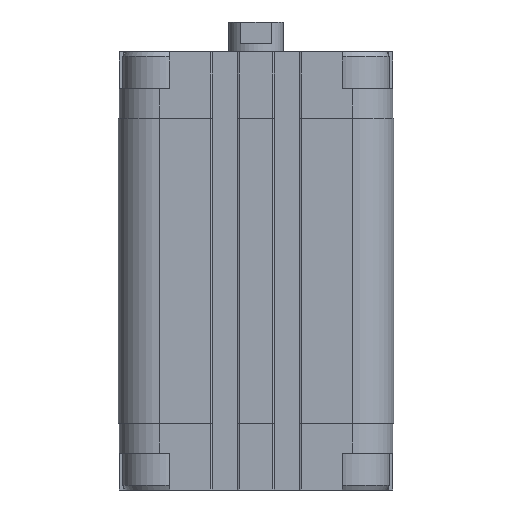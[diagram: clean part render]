
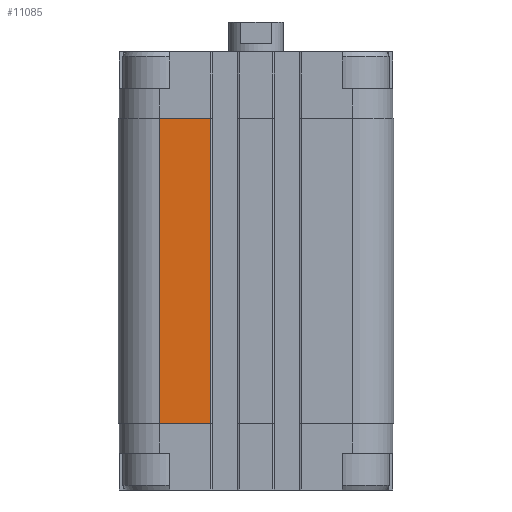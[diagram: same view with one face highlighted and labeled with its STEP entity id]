
A CAD part, front view. The second image highlights one B-rep face of the part: STEP entity #11085.
In plain terms, the highlighted face is planar.
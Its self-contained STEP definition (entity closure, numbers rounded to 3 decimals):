
#217=LINE('',#16820,#1253);
#538=LINE('',#17671,#1574);
#563=LINE('',#17761,#1599);
#564=LINE('',#17763,#1600);
#1253=VECTOR('',#13099,1000.);
#1574=VECTOR('',#13904,1000.);
#1599=VECTOR('',#14041,1000.);
#1600=VECTOR('',#14044,1000.);
#2238=PLANE('',#11997);
#4258=ORIENTED_EDGE('',*,*,#7007,.F.);
#4259=ORIENTED_EDGE('',*,*,#7051,.F.);
#4260=ORIENTED_EDGE('',*,*,#6574,.T.);
#4261=ORIENTED_EDGE('',*,*,#7052,.T.);
#6574=EDGE_CURVE('',#8184,#8183,#217,.T.);
#7007=EDGE_CURVE('',#8471,#8472,#538,.T.);
#7051=EDGE_CURVE('',#8184,#8471,#563,.T.);
#7052=EDGE_CURVE('',#8183,#8472,#564,.T.);
#8183=VERTEX_POINT('',#16819);
#8184=VERTEX_POINT('',#16821);
#8471=VERTEX_POINT('',#17670);
#8472=VERTEX_POINT('',#17672);
#9566=EDGE_LOOP('',(#4258,#4259,#4260,#4261));
#10316=FACE_BOUND('',#9566,.T.);
#11085=ADVANCED_FACE('',(#10316),#2238,.T.);
#11997=AXIS2_PLACEMENT_3D('',#17762,#14042,#14043);
#13099=DIRECTION('',(-1.,0.,0.));
#13904=DIRECTION('',(-1.,0.,0.));
#14041=DIRECTION('',(0.,0.,1.));
#14042=DIRECTION('',(0.,1.,0.));
#14043=DIRECTION('',(0.,0.,1.));
#14044=DIRECTION('',(0.,0.,1.));
#16819=CARTESIAN_POINT('',(9.85,30.,-81.));
#16820=CARTESIAN_POINT('',(21.,30.,-81.));
#16821=CARTESIAN_POINT('',(21.,30.,-81.));
#17670=CARTESIAN_POINT('',(21.,30.,-14.5));
#17671=CARTESIAN_POINT('',(21.,30.,-14.5));
#17672=CARTESIAN_POINT('',(9.85,30.,-14.5));
#17761=CARTESIAN_POINT('',(21.,30.,-81.));
#17762=CARTESIAN_POINT('',(21.,30.,-81.));
#17763=CARTESIAN_POINT('',(9.85,30.,-81.));
